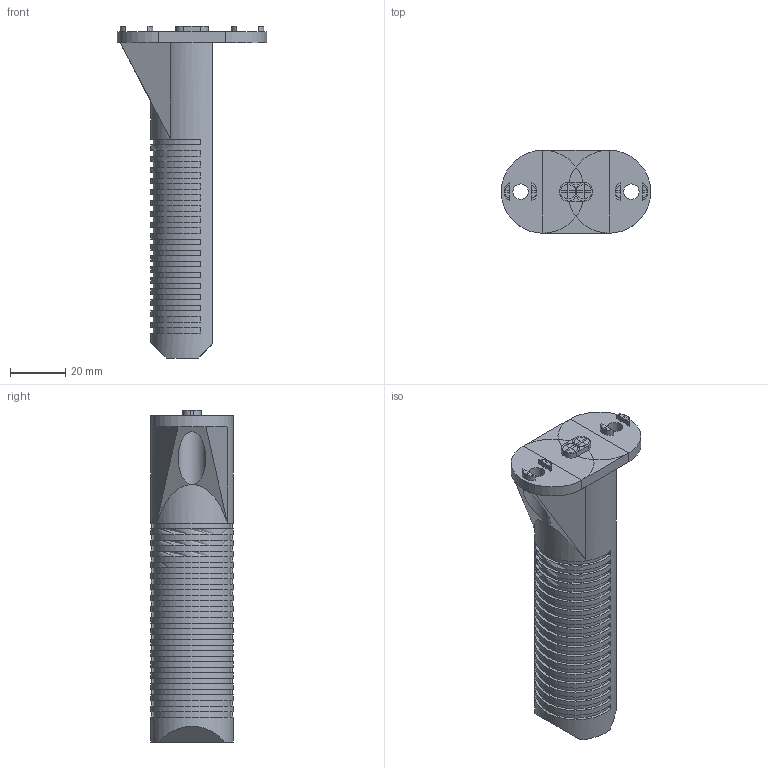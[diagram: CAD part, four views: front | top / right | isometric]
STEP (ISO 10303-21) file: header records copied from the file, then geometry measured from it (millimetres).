
FILE_DESCRIPTION(('FreeCAD Model'),'2;1');
FILE_NAME('Open CASCADE Shape Model','2024-11-05T01:38:55',(''),(''), 'Open CASCADE STEP processor 7.6','FreeCAD','Unknown');
FILE_SCHEMA(('AUTOMOTIVE_DESIGN { 1 0 10303 214 1 1 1 1 }'));
Length unit declared in the file: millimetre
Products named in the file (1): difference020
Bounding box: 54 x 30 x 120 mm (x, y, z)
Volume: 47540.5 mm3; surface area: 18948.4 mm2
Topology: 1 solids, 1 shells, 259 faces, 587 edges, 354 vertices
Faces by surface type: plane 218, cylinder 41
Full cylindrical faces by diameter (mm): 3.5 x2, 5.6 x2, 10 x1
Entity records: 7205 total; most frequent: DIRECTION 1335, CARTESIAN_POINT 1201, ORIENTED_EDGE 1174, EDGE_CURVE 587, AXIS2_PLACEMENT_3D 488, LINE 359, VECTOR 359, VERTEX_POINT 354
